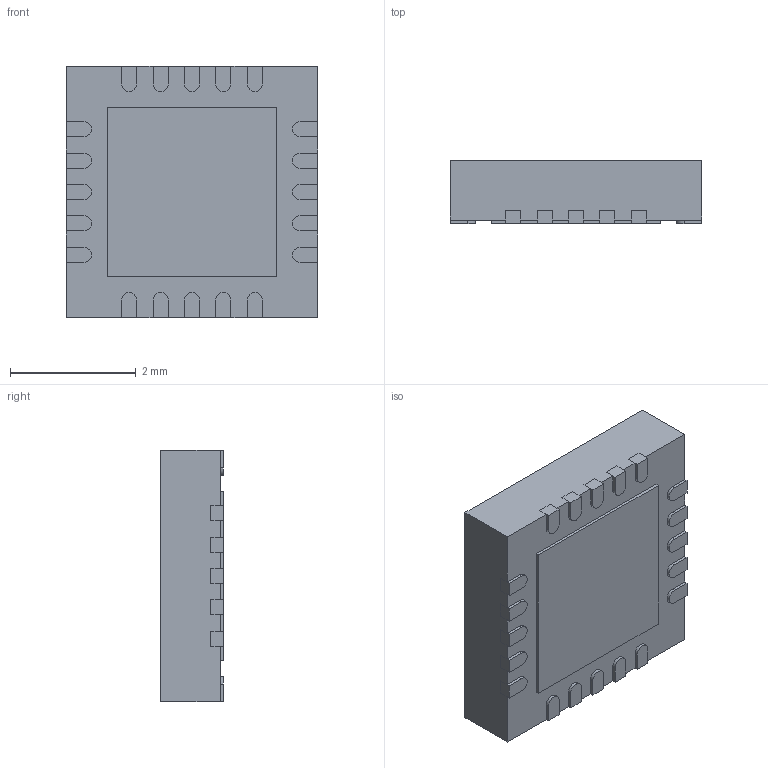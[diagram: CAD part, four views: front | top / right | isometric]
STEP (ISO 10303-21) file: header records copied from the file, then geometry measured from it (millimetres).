
FILE_DESCRIPTION (( 'STEP AP214' ), '1' );
FILE_NAME ('MCP73871-2CCI_ML.STEP', '2023-05-19T07:10:51', ( '' ), ( '' ), 'SwSTEP 2.0', 'SolidWorks 2021', '' );
FILE_SCHEMA (( 'AUTOMOTIVE_DESIGN' ));
Length unit declared in the file: millimetre
Products named in the file (1): MCP73871-2CCI_ML
Bounding box: 4 x 1 x 4 mm (x, y, z)
Volume: 15.7 mm3; surface area: 76.4 mm2
Topology: 23 solids, 23 shells, 234 faces, 558 edges, 372 vertices
Faces by surface type: plane 180, cylinder 54
Entity records: 6962 total; most frequent: CARTESIAN_POINT 1165, DIRECTION 1136, ORIENTED_EDGE 1116, EDGE_CURVE 558, VECTOR 450, LINE 450, VERTEX_POINT 372, AXIS2_PLACEMENT_3D 343
